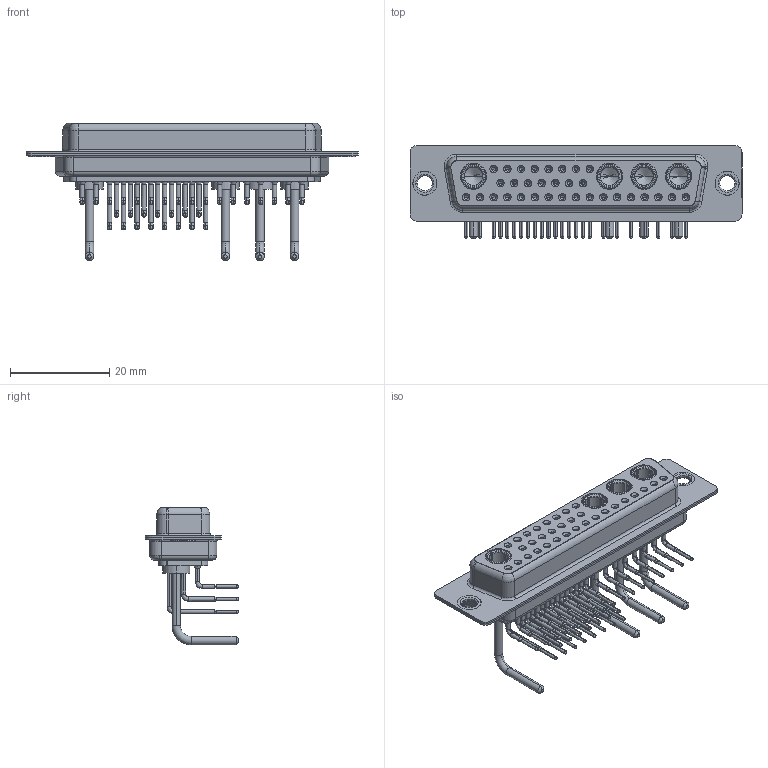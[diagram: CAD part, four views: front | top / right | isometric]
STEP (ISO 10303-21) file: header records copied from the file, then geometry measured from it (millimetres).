
FILE_DESCRIPTION (( 'STEP AP203' ), '1' );
FILE_NAME ('630-36W4650-1N1.STEP', '2022-06-09T13:59:17', ( '' ), ( '' ), 'SwSTEP 2.0', 'SolidWorks 2020', '' );
FILE_SCHEMA (( 'CONFIG_CONTROL_DESIGN' ));
Length unit declared in the file: millimetre
Products named in the file (9): 630Combo Housing_36W4; 630-36W4650-1N1; 630Combo Shell Front_50 Contacts; 630Combo Shell Rear_50 Contacts; 630Combo Contact Row 1_50 Contacts; 630Combo Thru Hole Rivet; 630Combo Contact Row 2_50 Contacts; 630Combo Contact Row 3; Power Socket_Ext 10A RA 50
Assembly tree (41 placements, depth 2):
  630-36W4650-1N1
    630Combo Housing_36W4
    630Combo Shell Front_50 Contacts
    630Combo Shell Rear_50 Contacts
    630Combo Thru Hole Rivet  x2
    Power Socket_Ext 10A RA 50  x4
    630Combo Contact Row 1_50 Contacts  x8
    630Combo Contact Row 2_50 Contacts  x7
    630Combo Contact Row 3  x17
Bounding box: 67 x 18.8 x 27.78 mm (x, y, z)
Volume: 6962.4 mm3; surface area: 15408 mm2
Topology: 45 solids, 45 shells, 2261 faces, 5747 edges, 3623 vertices
Faces by surface type: cylinder 957, plane 663, cone 420, bspline 132, torus 89
Entity records: 27499 total; most frequent: CARTESIAN_POINT 4860, DIRECTION 4818, ORIENTED_EDGE 4012, AXIS2_PLACEMENT_3D 2024, EDGE_CURVE 2006, VERTEX_POINT 1281, CIRCLE 1131, EDGE_LOOP 1067
